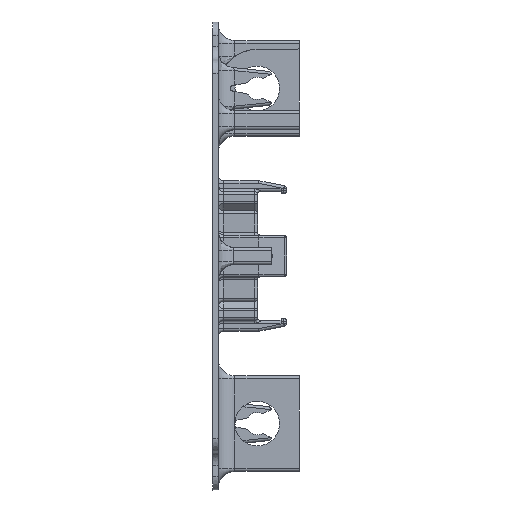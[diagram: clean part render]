
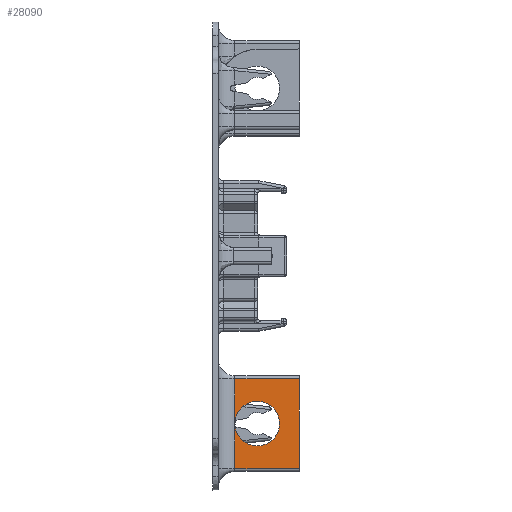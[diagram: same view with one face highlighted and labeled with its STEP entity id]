
A CAD part, left-side view. The second image highlights one B-rep face of the part: STEP entity #28090.
In plain terms, the highlighted planar face has unit normal (-1, 0, 0).
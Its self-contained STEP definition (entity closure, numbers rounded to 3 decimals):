
#1643=CIRCLE('',#30225,8.);
#1644=CIRCLE('',#30226,8.);
#3038=FACE_OUTER_BOUND('',#4768,.T.);
#4768=EDGE_LOOP('',(#24704,#24705,#24706,#24707,#24708,#24709,#24710));
#7642=LINE('',#47337,#10722);
#7643=LINE('',#47338,#10723);
#7652=LINE('',#47436,#10732);
#7816=LINE('',#48476,#10896);
#7885=LINE('',#48683,#10965);
#10722=VECTOR('',#36177,10.);
#10723=VECTOR('',#36178,10.);
#10732=VECTOR('',#36223,10.);
#10896=VECTOR('',#37015,10.);
#10965=VECTOR('',#37222,10.);
#13293=VERTEX_POINT('',#47330);
#13294=VERTEX_POINT('',#47334);
#13295=VERTEX_POINT('',#47336);
#13306=VERTEX_POINT('',#47435);
#13495=VERTEX_POINT('',#48475);
#13565=VERTEX_POINT('',#48685);
#16917=EDGE_CURVE('',#13293,#13295,#7642,.T.);
#16918=EDGE_CURVE('',#13295,#13294,#7643,.T.);
#16937=EDGE_CURVE('',#13294,#13306,#7652,.T.);
#17278=EDGE_CURVE('',#13306,#13495,#7816,.T.);
#17384=EDGE_CURVE('',#13495,#13293,#7885,.T.);
#17385=EDGE_CURVE('',#13295,#13565,#1643,.T.);
#17386=EDGE_CURVE('',#13565,#13295,#1644,.T.);
#24704=ORIENTED_EDGE('',*,*,#16917,.F.);
#24705=ORIENTED_EDGE('',*,*,#17384,.F.);
#24706=ORIENTED_EDGE('',*,*,#17278,.F.);
#24707=ORIENTED_EDGE('',*,*,#16937,.F.);
#24708=ORIENTED_EDGE('',*,*,#16918,.F.);
#24709=ORIENTED_EDGE('',*,*,#17385,.T.);
#24710=ORIENTED_EDGE('',*,*,#17386,.T.);
#26762=PLANE('',#30224);
#28090=ADVANCED_FACE('',(#3038),#26762,.T.);
#30224=AXIS2_PLACEMENT_3D('',#48684,#37223,#37224);
#30225=AXIS2_PLACEMENT_3D('',#48686,#37225,#37226);
#30226=AXIS2_PLACEMENT_3D('',#48687,#37227,#37228);
#36177=DIRECTION('',(0.,0.,1.));
#36178=DIRECTION('',(0.,0.,1.));
#36223=DIRECTION('',(0.,-1.,0.));
#37015=DIRECTION('',(0.,0.,-1.));
#37222=DIRECTION('',(0.,1.,0.));
#37223=DIRECTION('center_axis',(-1.,0.,0.));
#37224=DIRECTION('ref_axis',(0.,0.,-1.));
#37225=DIRECTION('center_axis',(1.,0.,0.));
#37226=DIRECTION('ref_axis',(0.,0.,1.));
#37227=DIRECTION('center_axis',(1.,0.,0.));
#37228=DIRECTION('ref_axis',(0.,0.,1.));
#47330=CARTESIAN_POINT('',(-52.,-6.,-76.1));
#47334=CARTESIAN_POINT('',(-52.,-6.,-43.9));
#47336=CARTESIAN_POINT('',(-52.,-6.,-60.));
#47337=CARTESIAN_POINT('',(-52.,-6.,-21.45));
#47338=CARTESIAN_POINT('',(-52.,-6.,-21.45));
#47435=CARTESIAN_POINT('',(-52.,-29.1,-43.9));
#47436=CARTESIAN_POINT('',(-52.,0.,-43.9));
#48475=CARTESIAN_POINT('',(-52.,-29.1,-76.1));
#48476=CARTESIAN_POINT('',(-52.,-29.1,-77.1));
#48683=CARTESIAN_POINT('',(-52.,0.,-76.1));
#48684=CARTESIAN_POINT('Origin',(-52.,0.,-42.9));
#48685=CARTESIAN_POINT('',(-52.,-14.,-68.));
#48686=CARTESIAN_POINT('Origin',(-52.,-14.,-60.));
#48687=CARTESIAN_POINT('Origin',(-52.,-14.,-60.));
